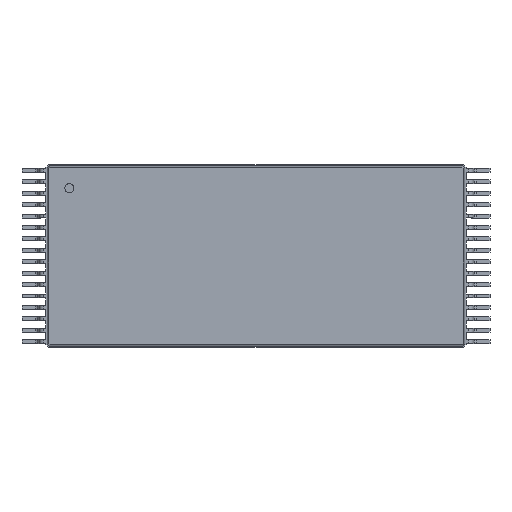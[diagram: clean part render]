
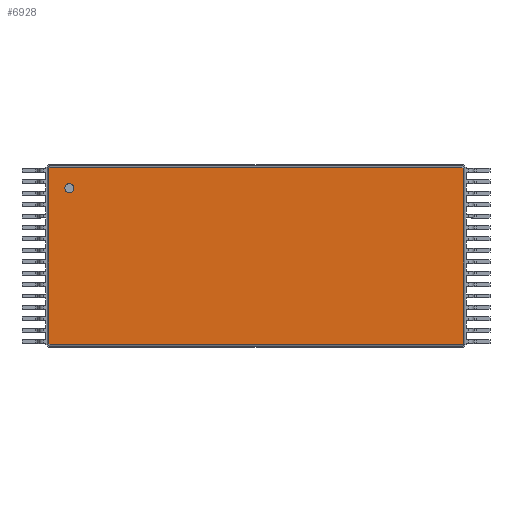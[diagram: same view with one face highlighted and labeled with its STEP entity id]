
A CAD part, top view. The second image highlights one B-rep face of the part: STEP entity #6928.
In plain terms, the highlighted planar face has unit normal (0, 0, 1).
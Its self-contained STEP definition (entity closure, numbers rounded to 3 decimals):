
#27=VECTOR('',#28,1.);
#28=DIRECTION('',(1.,0.,0.));
#51=VECTOR('',#52,1.);
#52=DIRECTION('',(0.707,-0.707,0.));
#58=VECTOR('',#59,1.);
#59=DIRECTION('',(0.,-1.,0.));
#65=VECTOR('',#66,1.);
#66=DIRECTION('',(-0.707,-0.707,0.));
#72=VECTOR('',#73,1.);
#73=DIRECTION('',(-1.,0.,0.));
#79=VECTOR('',#80,1.);
#80=DIRECTION('',(-0.707,0.707,0.));
#86=VECTOR('',#87,1.);
#87=DIRECTION('',(0.,1.,0.));
#91=VECTOR('',#92,1.);
#92=DIRECTION('',(0.707,0.707,0.));
#95=DIRECTION('',(0.,0.,-1.));
#2017=VERTEX_POINT('',#2018);
#2018=CARTESIAN_POINT('',(-9.075,3.822,1.2));
#2021=EDGE_CURVE('',#2022,#2017,#2024,.T.);
#2022=VERTEX_POINT('',#2023);
#2023=CARTESIAN_POINT('',(-9.075,-3.822,1.2));
#2024=LINE('',#2023,#86);
#2035=VERTEX_POINT('',#2036);
#2036=CARTESIAN_POINT('',(-9.022,3.875,1.2));
#2039=EDGE_CURVE('',#2017,#2035,#2040,.T.);
#2040=LINE('',#2018,#91);
#2049=VERTEX_POINT('',#2050);
#2050=CARTESIAN_POINT('',(9.022,3.875,1.2));
#2053=EDGE_CURVE('',#2035,#2049,#2054,.T.);
#2054=LINE('',#2036,#27);
#2063=VERTEX_POINT('',#2064);
#2064=CARTESIAN_POINT('',(9.075,3.822,1.2));
#2067=EDGE_CURVE('',#2049,#2063,#2068,.T.);
#2068=LINE('',#2050,#51);
#2205=VERTEX_POINT('',#2206);
#2206=CARTESIAN_POINT('',(9.075,-3.822,1.2));
#2209=EDGE_CURVE('',#2063,#2205,#2210,.T.);
#2210=LINE('',#2064,#58);
#6928=ADVANCED_FACE('',(#6929,#6949),#6959,.F.);
#6929=FACE_BOUND('',#6930,.F.);
#6930=EDGE_LOOP('',(#6931,#6932,#6933,#6934,#6939,#6944,#6947,#6948));
#6931=ORIENTED_EDGE('',*,*,#2053,.T.);
#6932=ORIENTED_EDGE('',*,*,#2067,.T.);
#6933=ORIENTED_EDGE('',*,*,#2209,.T.);
#6934=ORIENTED_EDGE('',*,*,#6935,.T.);
#6935=EDGE_CURVE('',#2205,#6936,#6938,.T.);
#6936=VERTEX_POINT('',#6937);
#6937=CARTESIAN_POINT('',(9.022,-3.875,1.2));
#6938=LINE('',#2206,#65);
#6939=ORIENTED_EDGE('',*,*,#6940,.T.);
#6940=EDGE_CURVE('',#6936,#6941,#6943,.T.);
#6941=VERTEX_POINT('',#6942);
#6942=CARTESIAN_POINT('',(-9.022,-3.875,1.2));
#6943=LINE('',#6937,#72);
#6944=ORIENTED_EDGE('',*,*,#6945,.T.);
#6945=EDGE_CURVE('',#6941,#2022,#6946,.T.);
#6946=LINE('',#6942,#79);
#6947=ORIENTED_EDGE('',*,*,#2021,.T.);
#6948=ORIENTED_EDGE('',*,*,#2039,.T.);
#6949=FACE_BOUND('',#6950,.F.);
#6950=EDGE_LOOP('',(#6951));
#6951=ORIENTED_EDGE('',*,*,#6952,.F.);
#6952=EDGE_CURVE('',#6953,#6953,#6955,.T.);
#6953=VERTEX_POINT('',#6954);
#6954=CARTESIAN_POINT('',(-8.175,2.775,1.2));
#6955=CIRCLE('',#6956,0.2);
#6956=AXIS2_PLACEMENT_3D('',#6957,#6958,#59);
#6957=CARTESIAN_POINT('',(-8.175,2.975,1.2));
#6958=DIRECTION('',(0.,-0.,-1.));
#6959=PLANE('',#6960);
#6960=AXIS2_PLACEMENT_3D('',#2036,#95,#6961);
#6961=DIRECTION('',(0.92,-0.391,0.));
